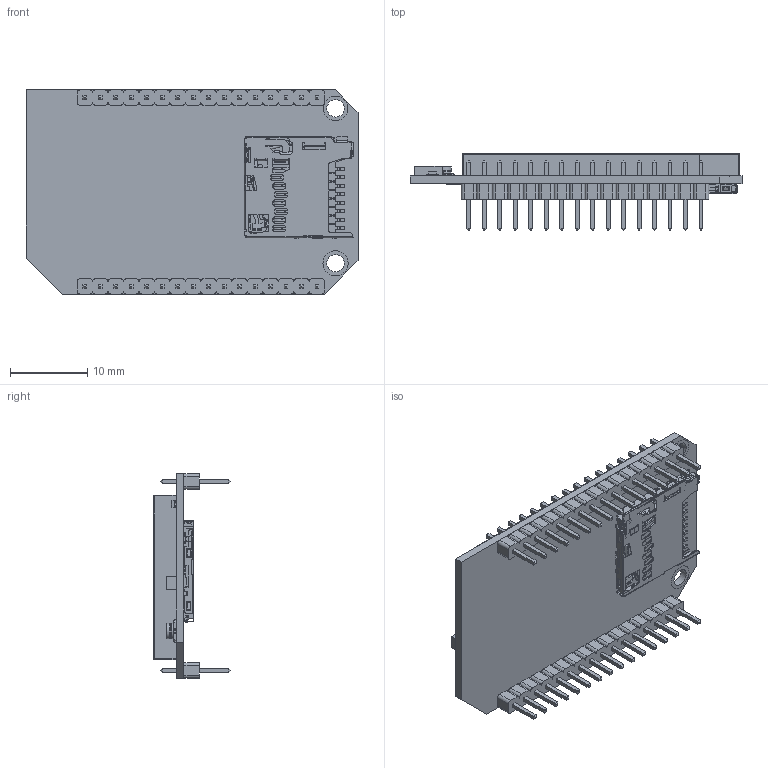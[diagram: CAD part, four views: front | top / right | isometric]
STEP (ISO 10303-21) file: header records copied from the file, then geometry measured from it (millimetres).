
FILE_DESCRIPTION(/* description */ (''),/* implementation_level */ '2;1');
FILE_NAME(/* name */ 'Omega2P v17.step',/* time_stamp */ '2018-08-22T02:04:39-06:00',/* author */ ('JonGordon'),/* organization */ (''),/* preprocessor_version */ 'ST-DEVELOPER v17',/* originating_system */ 'Autodesk Translation Framework v7.1.0.215',/* authorisation */ '');
FILE_SCHEMA (('AUTOMOTIVE_DESIGN { 1 0 10303 214 3 1 1 }'));
Products named in the file (6): Omega2P; 5033981892 - MicroSD; Header SIP Male 2.00mm Pitch; ufl; Chip Antenna; 0603 LED
Assembly tree (6 placements, depth 2):
  Omega2P
    5033981892 - MicroSD
    Header SIP Male 2.00mm Pitch  x2
    ufl
    Chip Antenna
    0603 LED
Bounding box: 42.9 x 9.91 x 26.4 mm (x, y, z)
Volume: 1804.2 mm3; surface area: 6244.9 mm2
Topology: 79 solids, 79 shells, 2620 faces, 6764 edges, 4351 vertices
Faces by surface type: plane 1973, cylinder 619, cone 12, torus 8, sphere 4, bspline 4
Full cylindrical faces by diameter (mm): 0.3 x3, 0.4 x1, 0.45 x1, 0.8 x32, 1 x2, 1.5 x64, 1.8 x1, 1.95 x1, 2 x2, 2.25 x2, 3.162 x1, 3.25 x3
Entity records: 68193 total; most frequent: CARTESIAN_POINT 11917, ORIENTED_EDGE 11652, DIRECTION 11437, EDGE_CURVE 5826, LINE 4617, VECTOR 4617, VERTEX_POINT 3771, AXIS2_PLACEMENT_3D 3410
